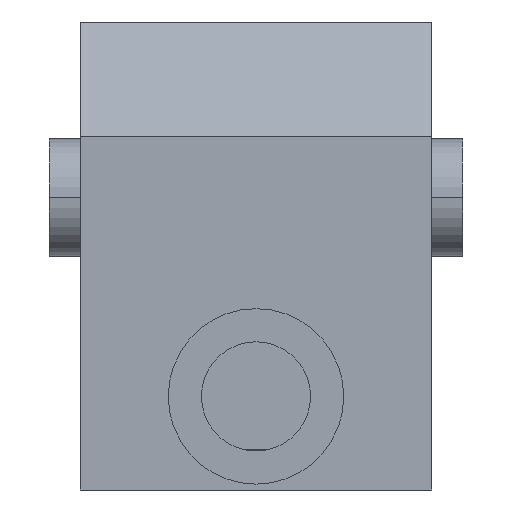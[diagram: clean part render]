
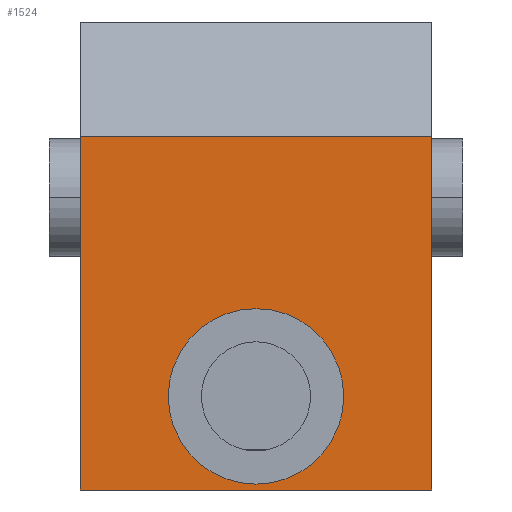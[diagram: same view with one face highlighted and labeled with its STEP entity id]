
A CAD part, left-side view. The second image highlights one B-rep face of the part: STEP entity #1524.
In plain terms, the highlighted planar face has unit normal (-1, 0, 0).
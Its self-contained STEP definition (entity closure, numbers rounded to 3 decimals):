
#163=DIRECTION('',(0.,1.,0.));
#164=VECTOR('',#163,9.);
#165=CARTESIAN_POINT('',(-11.4,-4.5,3.052));
#166=LINE('',#165,#164);
#171=DIRECTION('',(0.,0.,1.));
#172=VECTOR('',#171,9.052);
#173=CARTESIAN_POINT('',(-11.4,4.5,-6.));
#174=LINE('',#173,#172);
#175=CARTESIAN_POINT('',(-11.4,0.,-3.6));
#176=DIRECTION('',(-1.,0.,0.));
#177=DIRECTION('',(0.,0.,-1.));
#178=AXIS2_PLACEMENT_3D('',#175,#176,#177);
#180=CARTESIAN_POINT('',(-11.4,0.,-3.6));
#181=DIRECTION('',(-1.,0.,0.));
#182=DIRECTION('',(0.,-1.,0.));
#183=AXIS2_PLACEMENT_3D('',#180,#181,#182);
#185=CARTESIAN_POINT('',(-11.4,0.,-3.6));
#186=DIRECTION('',(-1.,0.,0.));
#187=DIRECTION('',(0.,0.,1.));
#188=AXIS2_PLACEMENT_3D('',#185,#186,#187);
#190=CARTESIAN_POINT('',(-11.4,0.,-3.6));
#191=DIRECTION('',(-1.,0.,0.));
#192=DIRECTION('',(0.,1.,0.));
#193=AXIS2_PLACEMENT_3D('',#190,#191,#192);
#203=DIRECTION('',(0.,-1.,0.));
#204=VECTOR('',#203,9.);
#205=CARTESIAN_POINT('',(-11.4,4.5,-6.));
#206=LINE('',#205,#204);
#606=DIRECTION('',(0.,0.,1.));
#607=VECTOR('',#606,9.052);
#608=CARTESIAN_POINT('',(-11.4,-4.5,-6.));
#609=LINE('',#608,#607);
#1033=CARTESIAN_POINT('',(-11.4,-4.5,3.052));
#1034=CARTESIAN_POINT('',(-11.4,4.5,3.052));
#1035=VERTEX_POINT('',#1033);
#1036=VERTEX_POINT('',#1034);
#1037=CARTESIAN_POINT('',(-11.4,4.5,-6.));
#1038=CARTESIAN_POINT('',(-11.4,-4.5,-6.));
#1039=VERTEX_POINT('',#1037);
#1040=VERTEX_POINT('',#1038);
#1041=CARTESIAN_POINT('',(-11.4,0.,-5.85));
#1042=CARTESIAN_POINT('',(-11.4,-2.25,-3.6));
#1043=VERTEX_POINT('',#1041);
#1044=VERTEX_POINT('',#1042);
#1045=CARTESIAN_POINT('',(-11.4,0.,-1.35));
#1046=VERTEX_POINT('',#1045);
#1047=CARTESIAN_POINT('',(-11.4,2.25,-3.6));
#1048=VERTEX_POINT('',#1047);
#1500=CARTESIAN_POINT('',(-11.4,-4.1,-5.6));
#1501=DIRECTION('',(-1.,0.,0.));
#1502=DIRECTION('',(0.,0.,1.));
#1503=AXIS2_PLACEMENT_3D('',#1500,#1501,#1502);
#1504=PLANE('',#1503);
#1506=ORIENTED_EDGE('',*,*,#1505,.F.);
#1508=ORIENTED_EDGE('',*,*,#1507,.T.);
#1509=ORIENTED_EDGE('',*,*,#1490,.F.);
#1511=ORIENTED_EDGE('',*,*,#1510,.F.);
#1512=EDGE_LOOP('',(#1506,#1508,#1509,#1511));
#1513=FACE_OUTER_BOUND('',#1512,.F.);
#1515=ORIENTED_EDGE('',*,*,#1514,.T.);
#1517=ORIENTED_EDGE('',*,*,#1516,.T.);
#1519=ORIENTED_EDGE('',*,*,#1518,.T.);
#1521=ORIENTED_EDGE('',*,*,#1520,.T.);
#1522=EDGE_LOOP('',(#1515,#1517,#1519,#1521));
#1523=FACE_BOUND('',#1522,.F.);
#179=CIRCLE('',#178,2.25);
#184=CIRCLE('',#183,2.25);
#189=CIRCLE('',#188,2.25);
#194=CIRCLE('',#193,2.25);
#1490=EDGE_CURVE('',#1035,#1036,#166,.T.);
#1505=EDGE_CURVE('',#1039,#1040,#206,.T.);
#1507=EDGE_CURVE('',#1039,#1036,#174,.T.);
#1510=EDGE_CURVE('',#1040,#1035,#609,.T.);
#1514=EDGE_CURVE('',#1043,#1044,#179,.T.);
#1516=EDGE_CURVE('',#1044,#1046,#184,.T.);
#1518=EDGE_CURVE('',#1046,#1048,#189,.T.);
#1520=EDGE_CURVE('',#1048,#1043,#194,.T.);
#1524=ADVANCED_FACE('',(#1513,#1523),#1504,.T.);
